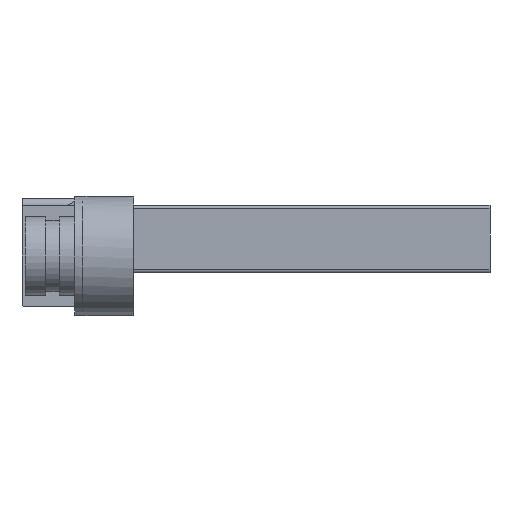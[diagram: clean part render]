
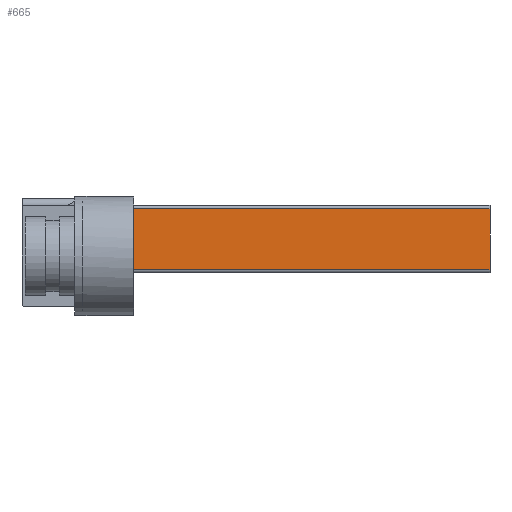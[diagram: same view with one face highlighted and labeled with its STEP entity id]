
A CAD part, front view. The second image highlights one B-rep face of the part: STEP entity #665.
In plain terms, the highlighted planar face has unit normal (0, -1, 0).
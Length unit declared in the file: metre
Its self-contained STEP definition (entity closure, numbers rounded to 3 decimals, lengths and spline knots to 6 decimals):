
#665 = ADVANCED_FACE( '', ( #1534 ), #1535, .T. );
#1534 = FACE_OUTER_BOUND( '', #2606, .T. );
#1535 = PLANE( '', #2607 );
#2606 = EDGE_LOOP( '', ( #4602, #4603, #4604, #4605 ) );
#2607 = AXIS2_PLACEMENT_3D( '', #4606, #4607, #4608 );
#4602 = ORIENTED_EDGE( '', *, *, #6490, .F. );
#4603 = ORIENTED_EDGE( '', *, *, #6203, .T. );
#4604 = ORIENTED_EDGE( '', *, *, #6985, .T. );
#4605 = ORIENTED_EDGE( '', *, *, #6376, .F. );
#4606 = CARTESIAN_POINT( '', ( 0.37849, -0.632245, 0.10795 ) );
#4607 = DIRECTION( '', ( 0., -1., 0. ) );
#4608 = DIRECTION( '', ( 0., 0., -1. ) );
#6203 = EDGE_CURVE( '', #7404, #7401, #7405, .T. );
#6376 = EDGE_CURVE( '', #7715, #7717, #7718, .T. );
#6490 = EDGE_CURVE( '', #7404, #7715, #7909, .T. );
#6985 = EDGE_CURVE( '', #7401, #7717, #8681, .T. );
#7401 = VERTEX_POINT( '', #9193 );
#7404 = VERTEX_POINT( '', #9196 );
#7405 = LINE( '', #9197, #9198 );
#7715 = VERTEX_POINT( '', #9614 );
#7717 = VERTEX_POINT( '', #9616 );
#7718 = LINE( '', #9617, #9618 );
#7909 = LINE( '', #9885, #9886 );
#8681 = LINE( '', #10967, #10968 );
#9193 = CARTESIAN_POINT( '', ( 0.378488, -0.632245, 0.1651 ) );
#9196 = CARTESIAN_POINT( '', ( 0.378488, -0.632245, 0.0508 ) );
#9197 = CARTESIAN_POINT( '', ( 0.378488, -0.632245, 0.10795 ) );
#9198 = VECTOR( '', #11675, 1. );
#9614 = CARTESIAN_POINT( '', ( -0.384838, -0.632245, 0.0508 ) );
#9616 = CARTESIAN_POINT( '', ( -0.384838, -0.632245, 0.1651 ) );
#9617 = CARTESIAN_POINT( '', ( -0.384838, -0.632245, 0.10795 ) );
#9618 = VECTOR( '', #11902, 1. );
#9885 = CARTESIAN_POINT( '', ( 0.37849, -0.632245, 0.0508 ) );
#9886 = VECTOR( '', #12027, 1. );
#10967 = CARTESIAN_POINT( '', ( 0.37849, -0.632245, 0.1651 ) );
#10968 = VECTOR( '', #12574, 1. );
#11675 = DIRECTION( '', ( 0., 0., 1. ) );
#11902 = DIRECTION( '', ( 0., 0., 1. ) );
#12027 = DIRECTION( '', ( -1., 0., 0. ) );
#12574 = DIRECTION( '', ( -1., 0., 0. ) );
